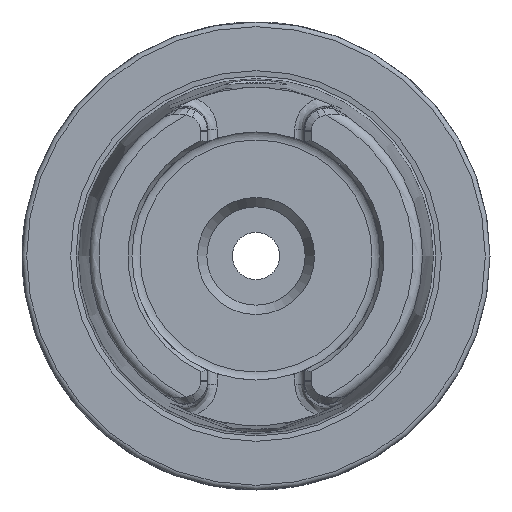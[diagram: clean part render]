
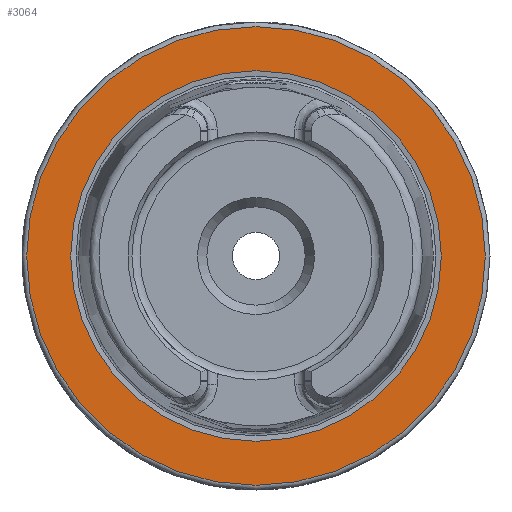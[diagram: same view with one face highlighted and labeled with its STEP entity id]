
A CAD part, left-side view. The second image highlights one B-rep face of the part: STEP entity #3064.
In plain terms, the highlighted planar face has unit normal (-1, 0, 0).
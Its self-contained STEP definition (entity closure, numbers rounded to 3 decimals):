
#145=FACE_BOUND('',#1000,.T.);
#655=PLANE('',#3353);
#819=FACE_OUTER_BOUND('',#999,.T.);
#999=EDGE_LOOP('',(#2851,#2852));
#1000=EDGE_LOOP('',(#2853,#2854));
#1148=CIRCLE('',#3351,39.587);
#1149=CIRCLE('',#3352,39.587);
#1150=CIRCLE('',#3354,49.);
#1151=CIRCLE('',#3355,49.);
#1465=VERTEX_POINT('',#8433);
#1466=VERTEX_POINT('',#8435);
#1467=VERTEX_POINT('',#8439);
#1468=VERTEX_POINT('',#8440);
#1931=EDGE_CURVE('',#1466,#1465,#1148,.T.);
#1932=EDGE_CURVE('',#1465,#1466,#1149,.T.);
#1933=EDGE_CURVE('',#1467,#1468,#1150,.T.);
#1934=EDGE_CURVE('',#1468,#1467,#1151,.T.);
#2851=ORIENTED_EDGE('',*,*,#1933,.F.);
#2852=ORIENTED_EDGE('',*,*,#1934,.F.);
#2853=ORIENTED_EDGE('',*,*,#1931,.T.);
#2854=ORIENTED_EDGE('',*,*,#1932,.T.);
#3064=ADVANCED_FACE('',(#819,#145),#655,.T.);
#3351=AXIS2_PLACEMENT_3D('',#8436,#4051,#4052);
#3352=AXIS2_PLACEMENT_3D('',#8437,#4053,#4054);
#3353=AXIS2_PLACEMENT_3D('',#8438,#4055,#4056);
#3354=AXIS2_PLACEMENT_3D('',#8441,#4057,#4058);
#3355=AXIS2_PLACEMENT_3D('',#8442,#4059,#4060);
#4051=DIRECTION('center_axis',(1.,0.,0.));
#4052=DIRECTION('ref_axis',(0.,0.,-1.));
#4053=DIRECTION('center_axis',(1.,0.,0.));
#4054=DIRECTION('ref_axis',(0.,0.,-1.));
#4055=DIRECTION('center_axis',(-1.,0.,0.));
#4056=DIRECTION('ref_axis',(0.,0.,1.));
#4057=DIRECTION('center_axis',(1.,0.,0.));
#4058=DIRECTION('ref_axis',(0.,0.,-1.));
#4059=DIRECTION('center_axis',(1.,0.,0.));
#4060=DIRECTION('ref_axis',(0.,0.,-1.));
#8433=CARTESIAN_POINT('',(0.,-39.587,0.));
#8435=CARTESIAN_POINT('',(0.,39.587,0.));
#8436=CARTESIAN_POINT('Origin',(0.,0.,0.));
#8437=CARTESIAN_POINT('Origin',(0.,0.,0.));
#8438=CARTESIAN_POINT('Origin',(0.,49.,
0.));
#8439=CARTESIAN_POINT('',(0.,49.,0.));
#8440=CARTESIAN_POINT('',(0.,0.,49.));
#8441=CARTESIAN_POINT('Origin',(0.,0.,0.));
#8442=CARTESIAN_POINT('Origin',(0.,0.,0.));
